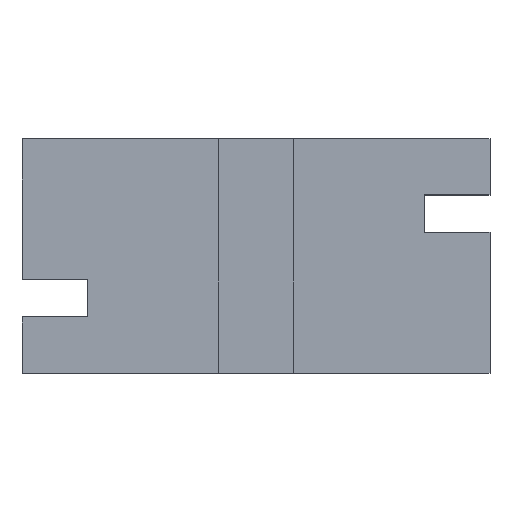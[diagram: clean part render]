
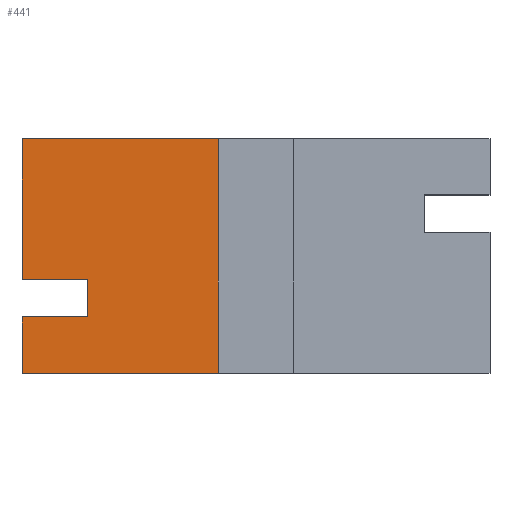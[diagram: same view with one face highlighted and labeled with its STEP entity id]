
A CAD part, top view. The second image highlights one B-rep face of the part: STEP entity #441.
In plain terms, the highlighted planar face has unit normal (0, 0, 1).
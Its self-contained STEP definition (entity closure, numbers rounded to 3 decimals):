
#23=FACE_OUTER_BOUND($,#49,.T.);
#49=EDGE_LOOP($,(#319,#320,#321,#322,#323,#324,#325,#326));
#69=LINE($,#614,#129);
#72=LINE($,#620,#132);
#75=LINE($,#626,#135);
#78=LINE($,#632,#138);
#81=LINE($,#638,#141);
#84=LINE($,#644,#144);
#87=LINE($,#650,#147);
#90=LINE($,#654,#150);
#129=VECTOR($,#498,2.66);
#132=VECTOR($,#503,3.18);
#135=VECTOR($,#508,2.66);
#138=VECTOR($,#513,0.762);
#141=VECTOR($,#518,0.889);
#144=VECTOR($,#523,0.508);
#147=VECTOR($,#528,0.889);
#150=VECTOR($,#533,1.91);
#189=VERTEX_POINT($,#611);
#190=VERTEX_POINT($,#613);
#192=VERTEX_POINT($,#619);
#194=VERTEX_POINT($,#625);
#196=VERTEX_POINT($,#631);
#198=VERTEX_POINT($,#637);
#200=VERTEX_POINT($,#643);
#202=VERTEX_POINT($,#649);
#229=EDGE_CURVE($,#190,#189,#69,.T.);
#232=EDGE_CURVE($,#192,#190,#72,.T.);
#235=EDGE_CURVE($,#194,#192,#75,.T.);
#238=EDGE_CURVE($,#196,#194,#78,.T.);
#241=EDGE_CURVE($,#198,#196,#81,.T.);
#244=EDGE_CURVE($,#200,#198,#84,.T.);
#247=EDGE_CURVE($,#202,#200,#87,.T.);
#250=EDGE_CURVE($,#189,#202,#90,.T.);
#319=ORIENTED_EDGE($,*,*,#250,.T.);
#320=ORIENTED_EDGE($,*,*,#247,.T.);
#321=ORIENTED_EDGE($,*,*,#244,.T.);
#322=ORIENTED_EDGE($,*,*,#241,.T.);
#323=ORIENTED_EDGE($,*,*,#238,.T.);
#324=ORIENTED_EDGE($,*,*,#235,.T.);
#325=ORIENTED_EDGE($,*,*,#232,.T.);
#326=ORIENTED_EDGE($,*,*,#229,.T.);
#415=PLANE($,#474);
#441=ADVANCED_FACE($,(#23),#415,.T.);
#474=AXIS2_PLACEMENT_3D($,#655,#534,#535);
#498=DIRECTION($,(-1.,0.,0.));
#503=DIRECTION($,(0.,1.,0.));
#508=DIRECTION($,(1.,0.,0.));
#513=DIRECTION($,(0.,-1.,0.));
#518=DIRECTION($,(-1.,0.,0.));
#523=DIRECTION($,(0.,-1.,0.));
#528=DIRECTION($,(1.,0.,0.));
#533=DIRECTION($,(0.,-1.,0.));
#534=DIRECTION('center_axis',(0.,0.,1.));
#535=DIRECTION('ref_axis',(1.,0.,0.));
#611=CARTESIAN_POINT('',(-3.175,1.59,0.635));
#613=CARTESIAN_POINT('',(-0.515,1.59,0.635));
#614=CARTESIAN_POINT($,(-0.515,1.59,0.635));
#619=CARTESIAN_POINT('',(-0.515,-1.59,0.635));
#620=CARTESIAN_POINT($,(-0.515,-1.59,0.635));
#625=CARTESIAN_POINT('',(-3.175,-1.59,0.635));
#626=CARTESIAN_POINT($,(-3.175,-1.59,0.635));
#631=CARTESIAN_POINT('',(-3.175,-0.828,0.635));
#632=CARTESIAN_POINT($,(-3.175,-0.828,0.635));
#637=CARTESIAN_POINT('',(-2.286,-0.828,0.635));
#638=CARTESIAN_POINT($,(-2.286,-0.828,0.635));
#643=CARTESIAN_POINT('',(-2.286,-0.32,0.635));
#644=CARTESIAN_POINT($,(-2.286,-0.32,0.635));
#649=CARTESIAN_POINT('',(-3.175,-0.32,0.635));
#650=CARTESIAN_POINT($,(-3.175,-0.32,0.635));
#654=CARTESIAN_POINT($,(-3.175,1.59,0.635));
#655=CARTESIAN_POINT('Origin',(-1.928,-0.076,0.635));
